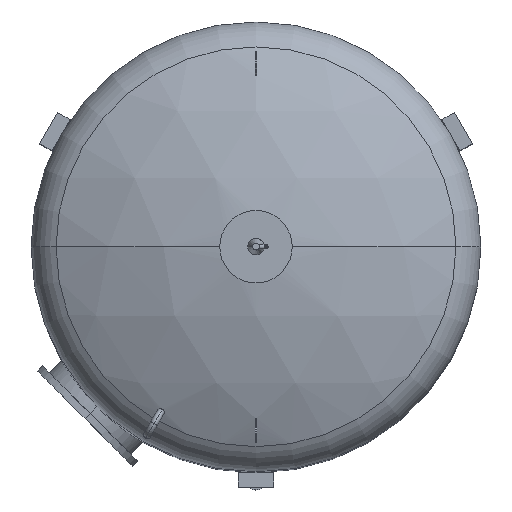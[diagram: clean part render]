
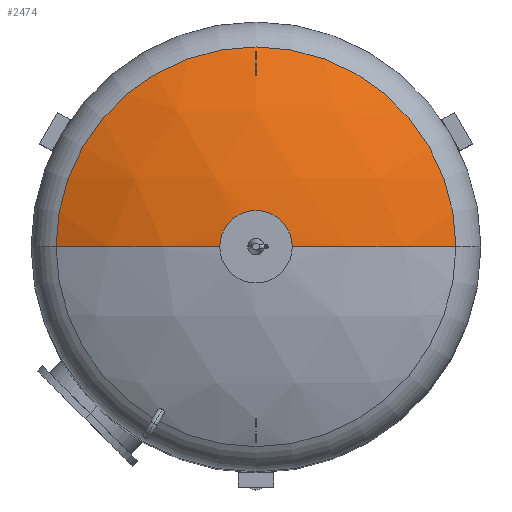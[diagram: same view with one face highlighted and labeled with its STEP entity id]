
A CAD part, top view. The second image highlights one B-rep face of the part: STEP entity #2474.
In plain terms, the highlighted spherical face has radius 2000 mm.
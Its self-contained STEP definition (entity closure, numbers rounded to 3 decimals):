
#10 = DIRECTION ( 'NONE',  ( 0., -0.919, 0.393 ) ) ;
#228 = EDGE_CURVE ( 'NONE', #1029, #999, #4100, .T. ) ;
#324 = CIRCLE ( 'NONE', #3927, 1998.668 ) ;
#635 = VERTEX_POINT ( 'NONE', #5078 ) ;
#693 = AXIS2_PLACEMENT_3D ( 'NONE', #4521, #10, #3538 ) ;
#694 = CARTESIAN_POINT ( 'NONE',  ( 0., 0., 3873.509 ) ) ;
#726 = EDGE_CURVE ( 'NONE', #3797, #635, #3628, .T. ) ;
#767 = CARTESIAN_POINT ( 'NONE',  ( 2.5, 853.684, 3688.651 ) ) ;
#787 = VERTEX_POINT ( 'NONE', #3870 ) ;
#872 = CARTESIAN_POINT ( 'NONE',  ( 0., 0., 1880. ) ) ;
#961 = SPHERICAL_SURFACE ( 'NONE', #5588, 2000. ) ;
#999 = VERTEX_POINT ( 'NONE', #4050 ) ;
#1029 = VERTEX_POINT ( 'NONE', #5098 ) ;
#1159 = DIRECTION ( 'NONE',  ( 0., 0., -1. ) ) ;
#1199 = EDGE_LOOP ( 'NONE', ( #4540, #4631, #1506, #5204 ) ) ;
#1296 = DIRECTION ( 'NONE',  ( 0., -1., 0. ) ) ;
#1311 = DIRECTION ( 'NONE',  ( -1., 0., 0. ) ) ;
#1344 = DIRECTION ( 'NONE',  ( 0., 0.394, 0.919 ) ) ;
#1461 = DIRECTION ( 'NONE',  ( 0., 0., -1. ) ) ;
#1506 = ORIENTED_EDGE ( 'NONE', *, *, #1677, .T. ) ;
#1677 = EDGE_CURVE ( 'NONE', #1833, #4446, #5305, .T. ) ;
#1793 = EDGE_CURVE ( 'NONE', #3092, #787, #3935, .T. ) ;
#1833 = VERTEX_POINT ( 'NONE', #3716 ) ;
#1866 = DIRECTION ( 'NONE',  ( 0., 1., 0. ) ) ;
#1961 = AXIS2_PLACEMENT_3D ( 'NONE', #3874, #2544, #3961 ) ;
#2001 = ORIENTED_EDGE ( 'NONE', *, *, #2882, .T. ) ;
#2329 = CARTESIAN_POINT ( 'NONE',  ( 0., 67.079, 1851.283 ) ) ;
#2441 = EDGE_LOOP ( 'NONE', ( #3864, #2476, #3515, #2001 ) ) ;
#2474 = ADVANCED_FACE ( 'NONE', ( #4418, #4817 ), #961, .T. ) ;
#2476 = ORIENTED_EDGE ( 'NONE', *, *, #2811, .T. ) ;
#2484 = CARTESIAN_POINT ( 'NONE',  ( -161., 0., 3873.509 ) ) ;
#2533 = CARTESIAN_POINT ( 'NONE',  ( 0., 0., 1880. ) ) ;
#2544 = DIRECTION ( 'NONE',  ( -1., 0., 0. ) ) ;
#2569 = DIRECTION ( 'NONE',  ( 1., 0., 0. ) ) ;
#2629 = EDGE_CURVE ( 'NONE', #1833, #3797, #4630, .T. ) ;
#2811 = EDGE_CURVE ( 'NONE', #787, #1029, #5298, .T. ) ;
#2882 = EDGE_CURVE ( 'NONE', #999, #3092, #324, .T. ) ;
#2912 = DIRECTION ( 'NONE',  ( -1., 0., 0. ) ) ;
#2972 = CARTESIAN_POINT ( 'NONE',  ( 888.889, 0., 3671.613 ) ) ;
#3058 = DIRECTION ( 'NONE',  ( -1., 0., 0. ) ) ;
#3092 = VERTEX_POINT ( 'NONE', #767 ) ;
#3177 = CARTESIAN_POINT ( 'NONE',  ( 0., 0., 3671.613 ) ) ;
#3338 = DIRECTION ( 'NONE',  ( 0., 0., -1. ) ) ;
#3371 = AXIS2_PLACEMENT_3D ( 'NONE', #694, #1159, #3375 ) ;
#3375 = DIRECTION ( 'NONE',  ( -1., 0., 0. ) ) ;
#3515 = ORIENTED_EDGE ( 'NONE', *, *, #228, .T. ) ;
#3538 = DIRECTION ( 'NONE',  ( 0., -0.393, -0.919 ) ) ;
#3628 = CIRCLE ( 'NONE', #4278, 2000. ) ;
#3716 = CARTESIAN_POINT ( 'NONE',  ( -888.889, 0., 3671.613 ) ) ;
#3797 = VERTEX_POINT ( 'NONE', #2972 ) ;
#3816 = EDGE_CURVE ( 'NONE', #4446, #635, #4941, .T. ) ;
#3839 = CARTESIAN_POINT ( 'NONE',  ( 0., 0., 1880. ) ) ;
#3864 = ORIENTED_EDGE ( 'NONE', *, *, #1793, .T. ) ;
#3870 = CARTESIAN_POINT ( 'NONE',  ( 2.5, 762.214, 3729.06 ) ) ;
#3874 = CARTESIAN_POINT ( 'NONE',  ( -2.5, 0., 1880. ) ) ;
#3927 = AXIS2_PLACEMENT_3D ( 'NONE', #2329, #5299, #1344 ) ;
#3935 = CIRCLE ( 'NONE', #5039, 1999.998 ) ;
#3961 = DIRECTION ( 'NONE',  ( 0., 0., 1. ) ) ;
#4050 = CARTESIAN_POINT ( 'NONE',  ( -2.5, 853.684, 3688.651 ) ) ;
#4100 = CIRCLE ( 'NONE', #1961, 1999.998 ) ;
#4184 = CARTESIAN_POINT ( 'NONE',  ( 2.5, 0., 1880. ) ) ;
#4278 = AXIS2_PLACEMENT_3D ( 'NONE', #3839, #5589, #2569 ) ;
#4383 = AXIS2_PLACEMENT_3D ( 'NONE', #2533, #1866, #1311 ) ;
#4418 = FACE_OUTER_BOUND ( 'NONE', #1199, .T. ) ;
#4446 = VERTEX_POINT ( 'NONE', #2484 ) ;
#4521 = CARTESIAN_POINT ( 'NONE',  ( 0., -24.356, 1890.42 ) ) ;
#4540 = ORIENTED_EDGE ( 'NONE', *, *, #726, .F. ) ;
#4630 = CIRCLE ( 'NONE', #5456, 888.889 ) ;
#4631 = ORIENTED_EDGE ( 'NONE', *, *, #2629, .F. ) ;
#4817 = FACE_BOUND ( 'NONE', #2441, .T. ) ;
#4941 = CIRCLE ( 'NONE', #3371, 161. ) ;
#5039 = AXIS2_PLACEMENT_3D ( 'NONE', #4184, #5045, #1461 ) ;
#5045 = DIRECTION ( 'NONE',  ( 1., 0., 0. ) ) ;
#5078 = CARTESIAN_POINT ( 'NONE',  ( 161., 0., 3873.509 ) ) ;
#5098 = CARTESIAN_POINT ( 'NONE',  ( -2.5, 762.214, 3729.06 ) ) ;
#5204 = ORIENTED_EDGE ( 'NONE', *, *, #3816, .T. ) ;
#5298 = CIRCLE ( 'NONE', #693, 1999.825 ) ;
#5299 = DIRECTION ( 'NONE',  ( 0., 0.919, -0.394 ) ) ;
#5305 = CIRCLE ( 'NONE', #4383, 2000. ) ;
#5456 = AXIS2_PLACEMENT_3D ( 'NONE', #3177, #3338, #2912 ) ;
#5588 = AXIS2_PLACEMENT_3D ( 'NONE', #872, #1296, #3058 ) ;
#5589 = DIRECTION ( 'NONE',  ( 0., -1., 0. ) ) ;
